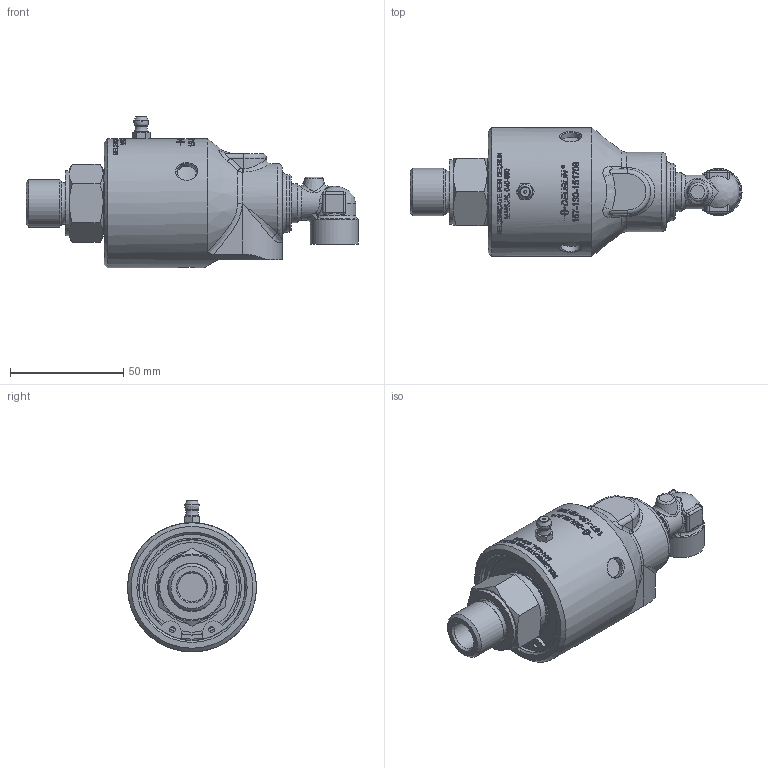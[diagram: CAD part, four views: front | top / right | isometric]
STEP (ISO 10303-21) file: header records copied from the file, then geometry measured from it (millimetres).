
FILE_DESCRIPTION(/* description */ (''),/* implementation_level */ '2;1');
FILE_NAME(/* name */ '157-130-151709-IC.stp',/* time_stamp */ '2021-12-14T11:44:57+01:00',/* author */ ('mskipas'),/* organization */ (''),/* preprocessor_version */ 'ST-DEVELOPER v18.1',/* originating_system */ 'Autodesk Inventor 2022',/* authorisation */ '');
FILE_SCHEMA (('AUTOMOTIVE_DESIGN { 1 0 10303 214 3 1 1 }'));
Products named in the file (1): 157-130-151709-IC
Bounding box: 146.63 x 57 x 67 mm (x, y, z)
Volume: 188916.5 mm3; surface area: 46901.7 mm2
Topology: 10 solids, 12 shells, 1077 faces, 2837 edges, 1868 vertices
Faces by surface type: bspline 446, plane 382, cylinder 172, cone 33, torus 28, sphere 16
Full cylindrical faces by diameter (mm): 2.48 x2, 3 x1, 5.359 x1, 6.34 x1, 8.6 x3, 10 x1, 12.7 x1, 13.889 x1, 14.95 x1, 15 x1, 18.631 x1, 20.955 x1, 21 x1, 21.4 x1, 23.43 x1, 24.4 x1, 24.89 x1, 25 x2, 25.4 x1, 27.8 x1, 28.6 x1, 30.491 x2, 32.1 x1, 39.65 x1, 40.7 x2, 41.9 x1, 42.2 x1, 47 x2, 47.07 x1, 50.75 x1
Entity records: 44720 total; most frequent: CARTESIAN_POINT 20449, ORIENTED_EDGE 5624, DIRECTION 3706, EDGE_CURVE 2812, VERTEX_POINT 1870, AXIS2_PLACEMENT_3D 1284, EDGE_LOOP 1208, LINE 1138
